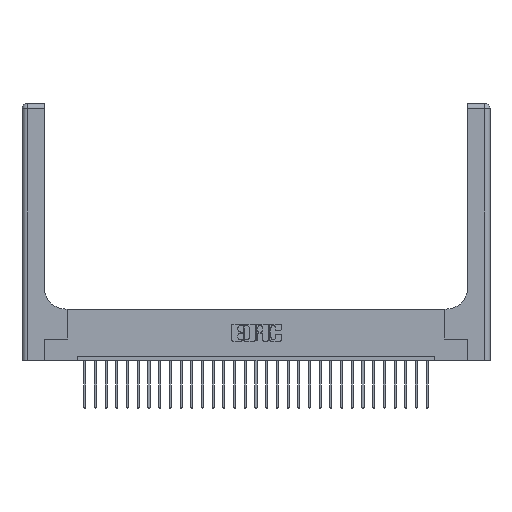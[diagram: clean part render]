
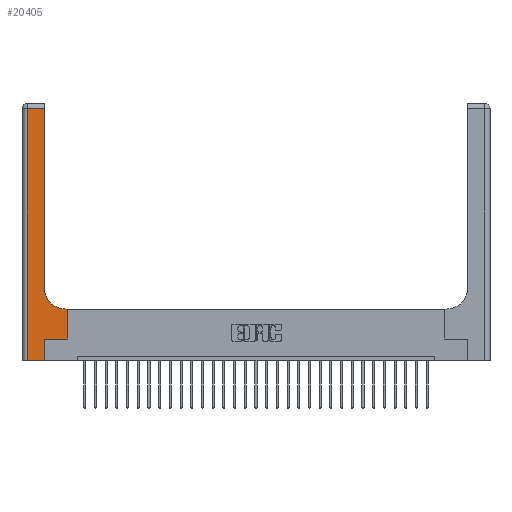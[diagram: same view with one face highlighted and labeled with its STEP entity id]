
A CAD part, top view. The second image highlights one B-rep face of the part: STEP entity #20405.
In plain terms, the highlighted planar face has unit normal (0, 0, 1).
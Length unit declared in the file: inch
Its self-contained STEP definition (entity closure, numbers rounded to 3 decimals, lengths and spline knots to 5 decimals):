
#177 = LINE ( 'NONE', #15246, #14774 ) ;
#320 = DIRECTION ( 'NONE',  ( 0., 0., -1. ) ) ;
#391 = VECTOR ( 'NONE', #1341, 39.37008 ) ;
#498 = LINE ( 'NONE', #8931, #14336 ) ;
#907 = EDGE_CURVE ( 'NONE', #19502, #25085, #177, .T. ) ;
#1270 = LINE ( 'NONE', #16059, #16892 ) ;
#1337 = LINE ( 'NONE', #3550, #25801 ) ;
#1341 = DIRECTION ( 'NONE',  ( 0., 1., 0. ) ) ;
#1474 = DIRECTION ( 'NONE',  ( 1., 0., 0. ) ) ;
#1766 = VERTEX_POINT ( 'NONE', #13422 ) ;
#2081 = ORIENTED_EDGE ( 'NONE', *, *, #22398, .T. ) ;
#2145 = VECTOR ( 'NONE', #5023, 39.37008 ) ;
#2631 = VERTEX_POINT ( 'NONE', #9871 ) ;
#2804 = LINE ( 'NONE', #23928, #2145 ) ;
#3298 = VERTEX_POINT ( 'NONE', #20135 ) ;
#3335 = CIRCLE ( 'NONE', #5566, 0.25 ) ;
#3550 = CARTESIAN_POINT ( 'NONE',  ( 0.265, 0.25, 0.37 ) ) ;
#3682 = DIRECTION ( 'NONE',  ( 0., 1., 0. ) ) ;
#4024 = CARTESIAN_POINT ( 'NONE',  ( 0.06, 3., 0.37 ) ) ;
#4365 = EDGE_CURVE ( 'NONE', #3298, #8494, #19634, .T. ) ;
#4485 = CARTESIAN_POINT ( 'NONE',  ( 0., 3., 0.37 ) ) ;
#4986 = VECTOR ( 'NONE', #23091, 39.37008 ) ;
#5023 = DIRECTION ( 'NONE',  ( 0., 1., 0. ) ) ;
#5267 = CARTESIAN_POINT ( 'NONE',  ( 0.528, 0.25, 0.37 ) ) ;
#5566 = AXIS2_PLACEMENT_3D ( 'NONE', #8663, #19164, #6735 ) ;
#5886 = AXIS2_PLACEMENT_3D ( 'NONE', #4485, #320, #16788 ) ;
#5980 = CARTESIAN_POINT ( 'NONE',  ( 0.528, 0.6, 0.37 ) ) ;
#6735 = DIRECTION ( 'NONE',  ( 1., 0., 0. ) ) ;
#6828 = PLANE ( 'NONE',  #5886 ) ;
#7376 = VERTEX_POINT ( 'NONE', #5980 ) ;
#8297 = ORIENTED_EDGE ( 'NONE', *, *, #23993, .T. ) ;
#8494 = VERTEX_POINT ( 'NONE', #23577 ) ;
#8663 = CARTESIAN_POINT ( 'NONE',  ( 0.51, 0.85, 0.37 ) ) ;
#8931 = CARTESIAN_POINT ( 'NONE',  ( 0., 0., 0.37 ) ) ;
#9530 = CARTESIAN_POINT ( 'NONE',  ( 0.26, 2.94, 0.37 ) ) ;
#9871 = CARTESIAN_POINT ( 'NONE',  ( 0.51, 0.6, 0.37 ) ) ;
#11371 = DIRECTION ( 'NONE',  ( -1., 0., 0. ) ) ;
#13049 = DIRECTION ( 'NONE',  ( -1., 0., 0. ) ) ;
#13108 = EDGE_CURVE ( 'NONE', #19443, #7376, #2804, .T. ) ;
#13422 = CARTESIAN_POINT ( 'NONE',  ( 0.06, 0., 0.37 ) ) ;
#14326 = LINE ( 'NONE', #22752, #16035 ) ;
#14336 = VECTOR ( 'NONE', #25528, 39.37008 ) ;
#14774 = VECTOR ( 'NONE', #13049, 39.37008 ) ;
#15246 = CARTESIAN_POINT ( 'NONE',  ( 0., 2.94, 0.37 ) ) ;
#15533 = ORIENTED_EDGE ( 'NONE', *, *, #21663, .T. ) ;
#15810 = ORIENTED_EDGE ( 'NONE', *, *, #23793, .T. ) ;
#16035 = VECTOR ( 'NONE', #3682, 39.37008 ) ;
#16059 = CARTESIAN_POINT ( 'NONE',  ( 0.26, 0.6, 0.37 ) ) ;
#16198 = LINE ( 'NONE', #4024, #4986 ) ;
#16788 = DIRECTION ( 'NONE',  ( -1., 0., 0. ) ) ;
#16892 = VECTOR ( 'NONE', #11371, 39.37008 ) ;
#17303 = CARTESIAN_POINT ( 'NONE',  ( 0.06, 2.94, 0.37 ) ) ;
#17331 = FACE_OUTER_BOUND ( 'NONE', #26675, .T. ) ;
#17828 = VERTEX_POINT ( 'NONE', #19913 ) ;
#19164 = DIRECTION ( 'NONE',  ( 0., 0., -1. ) ) ;
#19443 = VERTEX_POINT ( 'NONE', #5267 ) ;
#19502 = VERTEX_POINT ( 'NONE', #9530 ) ;
#19634 = LINE ( 'NONE', #20276, #391 ) ;
#19913 = CARTESIAN_POINT ( 'NONE',  ( 0.26, 0.85, 0.37 ) ) ;
#20135 = CARTESIAN_POINT ( 'NONE',  ( 0.265, 0., 0.37 ) ) ;
#20276 = CARTESIAN_POINT ( 'NONE',  ( 0.265, 0., 0.37 ) ) ;
#20405 = ADVANCED_FACE ( 'NONE', ( #17331 ), #6828, .F. ) ;
#20651 = ORIENTED_EDGE ( 'NONE', *, *, #25405, .T. ) ;
#20690 = ORIENTED_EDGE ( 'NONE', *, *, #907, .T. ) ;
#21576 = EDGE_CURVE ( 'NONE', #7376, #2631, #1270, .T. ) ;
#21663 = EDGE_CURVE ( 'NONE', #25085, #1766, #16198, .T. ) ;
#22398 = EDGE_CURVE ( 'NONE', #17828, #19502, #14326, .T. ) ;
#22752 = CARTESIAN_POINT ( 'NONE',  ( 0.26, 3., 0.37 ) ) ;
#23091 = DIRECTION ( 'NONE',  ( 0., -1., 0. ) ) ;
#23577 = CARTESIAN_POINT ( 'NONE',  ( 0.265, 0.25, 0.37 ) ) ;
#23793 = EDGE_CURVE ( 'NONE', #8494, #19443, #1337, .T. ) ;
#23928 = CARTESIAN_POINT ( 'NONE',  ( 0.528, 0.25, 0.37 ) ) ;
#23993 = EDGE_CURVE ( 'NONE', #1766, #3298, #498, .T. ) ;
#24492 = ORIENTED_EDGE ( 'NONE', *, *, #13108, .T. ) ;
#25085 = VERTEX_POINT ( 'NONE', #17303 ) ;
#25405 = EDGE_CURVE ( 'NONE', #2631, #17828, #3335, .T. ) ;
#25528 = DIRECTION ( 'NONE',  ( 1., 0., 0. ) ) ;
#25801 = VECTOR ( 'NONE', #1474, 39.37008 ) ;
#25980 = ORIENTED_EDGE ( 'NONE', *, *, #21576, .T. ) ;
#26675 = EDGE_LOOP ( 'NONE', ( #2081, #20690, #15533, #8297, #26846, #15810, #24492, #25980, #20651 ) ) ;
#26846 = ORIENTED_EDGE ( 'NONE', *, *, #4365, .T. ) ;
